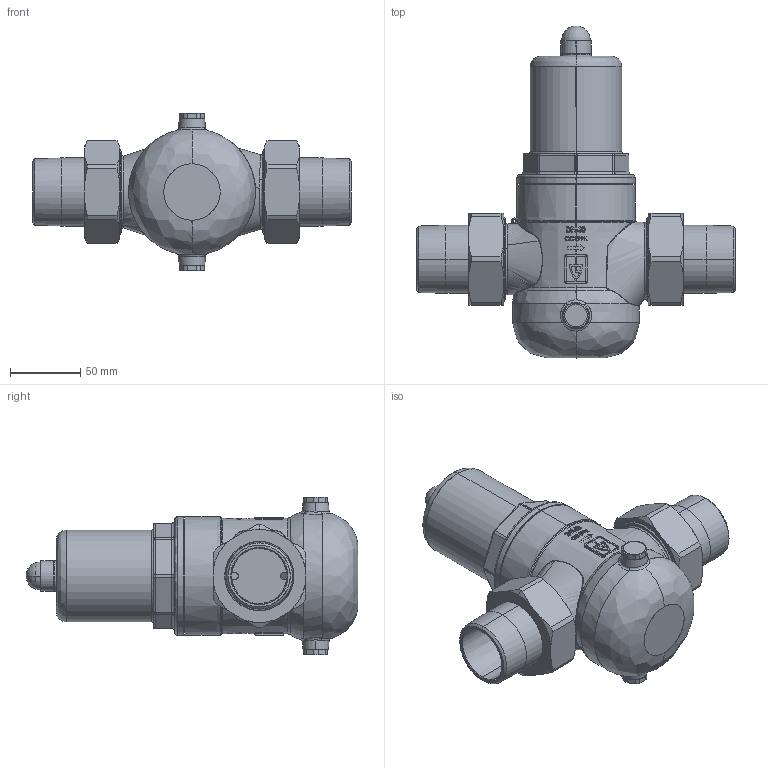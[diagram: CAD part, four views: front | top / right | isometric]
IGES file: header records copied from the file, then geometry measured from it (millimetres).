
Start section: SolidWorks IGES file using analytic representation for surfaces
Global section: file name: 681 40 DM.IGS; native system: SolidWorks 2011; preprocessor: SolidWorks 2011; author: Blankenhorn; date: 120626.143739; units: millimetre
Bounding box: 226 x 235.5 x 112 mm (x, y, z)
Surface area: 209134.1 mm2 (no closed solid volume)
Topology: 0 solids, 0 shells, 978 faces, 14626 edges, 14613 vertices
Faces by surface type: bspline 597, revolution 381
